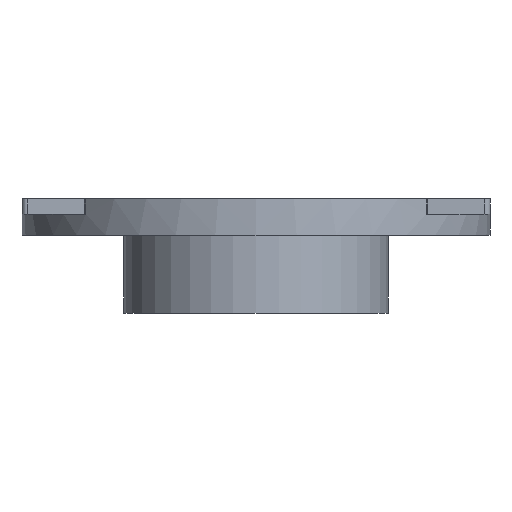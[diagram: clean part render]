
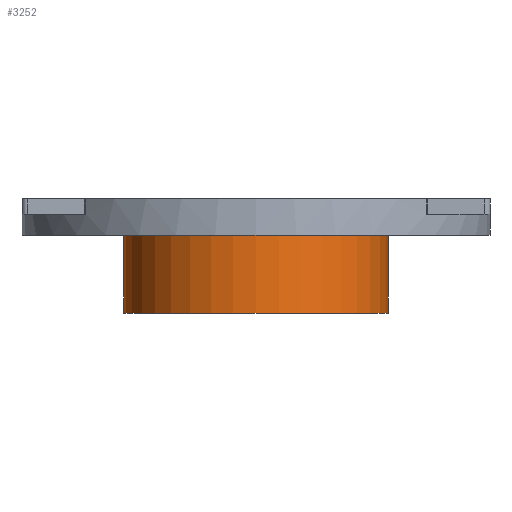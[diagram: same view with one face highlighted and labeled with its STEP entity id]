
A CAD part, left-side view. The second image highlights one B-rep face of the part: STEP entity #3252.
In plain terms, the highlighted cylindrical face has radius 12.7 mm (diameter 25.4 mm), a partial arc.
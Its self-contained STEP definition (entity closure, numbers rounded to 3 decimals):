
#274 = VERTEX_POINT('',#275);
#275 = CARTESIAN_POINT('',(0.,12.7,-15.));
#276 = VERTEX_POINT('',#277);
#277 = CARTESIAN_POINT('',(0.,-12.7,-15.));
#285 = CYLINDRICAL_SURFACE('',#286,12.7);
#286 = AXIS2_PLACEMENT_3D('',#287,#288,#289);
#287 = CARTESIAN_POINT('',(0.,0.,-15.));
#288 = DIRECTION('',(-0.,0.,-1.));
#289 = DIRECTION('',(0.,1.,0.));
#297 = PLANE('',#298);
#298 = AXIS2_PLACEMENT_3D('',#299,#300,#301);
#299 = CARTESIAN_POINT('',(0.,0.,-15.));
#300 = DIRECTION('',(0.,0.,-1.));
#301 = DIRECTION('',(0.,1.,0.));
#309 = EDGE_CURVE('',#276,#310,#312,.T.);
#310 = VERTEX_POINT('',#311);
#311 = CARTESIAN_POINT('',(0.,-12.7,-22.5));
#312 = SURFACE_CURVE('',#313,(#317,#324),.PCURVE_S1.);
#313 = LINE('',#314,#315);
#314 = CARTESIAN_POINT('',(0.,-12.7,-15.));
#315 = VECTOR('',#316,1.);
#316 = DIRECTION('',(-0.,0.,-1.));
#317 = PCURVE('',#285,#318);
#318 = DEFINITIONAL_REPRESENTATION('',(#319),#323);
#319 = LINE('',#320,#321);
#320 = CARTESIAN_POINT('',(3.142,0.));
#321 = VECTOR('',#322,1.);
#322 = DIRECTION('',(0.,1.));
#323 = ( GEOMETRIC_REPRESENTATION_CONTEXT(2) 
PARAMETRIC_REPRESENTATION_CONTEXT() REPRESENTATION_CONTEXT('2D SPACE',''
  ) );
#324 = PCURVE('',#325,#330);
#325 = CYLINDRICAL_SURFACE('',#326,12.7);
#326 = AXIS2_PLACEMENT_3D('',#327,#328,#329);
#327 = CARTESIAN_POINT('',(0.,0.,-15.));
#328 = DIRECTION('',(-0.,0.,-1.));
#329 = DIRECTION('',(0.,1.,0.));
#330 = DEFINITIONAL_REPRESENTATION('',(#331),#335);
#331 = LINE('',#332,#333);
#332 = CARTESIAN_POINT('',(3.142,0.));
#333 = VECTOR('',#334,1.);
#334 = DIRECTION('',(0.,1.));
#335 = ( GEOMETRIC_REPRESENTATION_CONTEXT(2) 
PARAMETRIC_REPRESENTATION_CONTEXT() REPRESENTATION_CONTEXT('2D SPACE',''
  ) );
#338 = VERTEX_POINT('',#339);
#339 = CARTESIAN_POINT('',(0.,12.7,-22.5));
#354 = PLANE('',#355);
#355 = AXIS2_PLACEMENT_3D('',#356,#357,#358);
#356 = CARTESIAN_POINT('',(0.,0.,-22.5));
#357 = DIRECTION('',(0.,0.,1.));
#358 = DIRECTION('',(0.,-1.,0.));
#370 = EDGE_CURVE('',#274,#338,#371,.T.);
#371 = SURFACE_CURVE('',#372,(#376,#383),.PCURVE_S1.);
#372 = LINE('',#373,#374);
#373 = CARTESIAN_POINT('',(0.,12.7,-15.));
#374 = VECTOR('',#375,1.);
#375 = DIRECTION('',(-0.,0.,-1.));
#376 = PCURVE('',#285,#377);
#377 = DEFINITIONAL_REPRESENTATION('',(#378),#382);
#378 = LINE('',#379,#380);
#379 = CARTESIAN_POINT('',(0.,0.));
#380 = VECTOR('',#381,1.);
#381 = DIRECTION('',(0.,1.));
#382 = ( GEOMETRIC_REPRESENTATION_CONTEXT(2) 
PARAMETRIC_REPRESENTATION_CONTEXT() REPRESENTATION_CONTEXT('2D SPACE',''
  ) );
#383 = PCURVE('',#325,#384);
#384 = DEFINITIONAL_REPRESENTATION('',(#385),#389);
#385 = LINE('',#386,#387);
#386 = CARTESIAN_POINT('',(6.283,0.));
#387 = VECTOR('',#388,1.);
#388 = DIRECTION('',(0.,1.));
#389 = ( GEOMETRIC_REPRESENTATION_CONTEXT(2) 
PARAMETRIC_REPRESENTATION_CONTEXT() REPRESENTATION_CONTEXT('2D SPACE',''
  ) );
#1420 = EDGE_CURVE('',#310,#338,#1421,.T.);
#1421 = SURFACE_CURVE('',#1422,(#1427,#1438),.PCURVE_S1.);
#1422 = CIRCLE('',#1423,12.7);
#1423 = AXIS2_PLACEMENT_3D('',#1424,#1425,#1426);
#1424 = CARTESIAN_POINT('',(0.,0.,-22.5));
#1425 = DIRECTION('',(0.,0.,-1.));
#1426 = DIRECTION('',(0.,1.,0.));
#1427 = PCURVE('',#354,#1428);
#1428 = DEFINITIONAL_REPRESENTATION('',(#1429),#1437);
#1429 = ( BOUNDED_CURVE() B_SPLINE_CURVE(2,(#1430,#1431,#1432,#1433,
#1434,#1435,#1436),.UNSPECIFIED.,.T.,.F.) B_SPLINE_CURVE_WITH_KNOTS((1,2
    ,2,2,2,1),(-2.094,0.,2.094,4.189,
6.283,8.378),.UNSPECIFIED.) CURVE() 
GEOMETRIC_REPRESENTATION_ITEM() RATIONAL_B_SPLINE_CURVE((1.,0.5,1.,0.5,
1.,0.5,1.)) REPRESENTATION_ITEM('') );
#1430 = CARTESIAN_POINT('',(-12.7,0.));
#1431 = CARTESIAN_POINT('',(-12.7,21.997));
#1432 = CARTESIAN_POINT('',(6.35,10.999));
#1433 = CARTESIAN_POINT('',(25.4,0.));
#1434 = CARTESIAN_POINT('',(6.35,-10.999));
#1435 = CARTESIAN_POINT('',(-12.7,-21.997));
#1436 = CARTESIAN_POINT('',(-12.7,0.));
#1437 = ( GEOMETRIC_REPRESENTATION_CONTEXT(2) 
PARAMETRIC_REPRESENTATION_CONTEXT() REPRESENTATION_CONTEXT('2D SPACE',''
  ) );
#1438 = PCURVE('',#325,#1439);
#1439 = DEFINITIONAL_REPRESENTATION('',(#1440),#1444);
#1440 = LINE('',#1441,#1442);
#1441 = CARTESIAN_POINT('',(0.,7.5));
#1442 = VECTOR('',#1443,1.);
#1443 = DIRECTION('',(1.,0.));
#1444 = ( GEOMETRIC_REPRESENTATION_CONTEXT(2) 
PARAMETRIC_REPRESENTATION_CONTEXT() REPRESENTATION_CONTEXT('2D SPACE',''
  ) );
#3227 = EDGE_CURVE('',#276,#274,#3228,.T.);
#3228 = SURFACE_CURVE('',#3229,(#3234,#3241),.PCURVE_S1.);
#3229 = CIRCLE('',#3230,12.7);
#3230 = AXIS2_PLACEMENT_3D('',#3231,#3232,#3233);
#3231 = CARTESIAN_POINT('',(0.,0.,-15.));
#3232 = DIRECTION('',(0.,0.,-1.));
#3233 = DIRECTION('',(0.,1.,0.));
#3234 = PCURVE('',#297,#3235);
#3235 = DEFINITIONAL_REPRESENTATION('',(#3236),#3240);
#3236 = CIRCLE('',#3237,12.7);
#3237 = AXIS2_PLACEMENT_2D('',#3238,#3239);
#3238 = CARTESIAN_POINT('',(0.,0.));
#3239 = DIRECTION('',(1.,0.));
#3240 = ( GEOMETRIC_REPRESENTATION_CONTEXT(2) 
PARAMETRIC_REPRESENTATION_CONTEXT() REPRESENTATION_CONTEXT('2D SPACE',''
  ) );
#3241 = PCURVE('',#325,#3242);
#3242 = DEFINITIONAL_REPRESENTATION('',(#3243),#3247);
#3243 = LINE('',#3244,#3245);
#3244 = CARTESIAN_POINT('',(0.,0.));
#3245 = VECTOR('',#3246,1.);
#3246 = DIRECTION('',(1.,0.));
#3247 = ( GEOMETRIC_REPRESENTATION_CONTEXT(2) 
PARAMETRIC_REPRESENTATION_CONTEXT() REPRESENTATION_CONTEXT('2D SPACE',''
  ) );
#3252 = ADVANCED_FACE('',(#3253),#325,.T.);
#3253 = FACE_BOUND('',#3254,.T.);
#3254 = EDGE_LOOP('',(#3255,#3256,#3257,#3258));
#3255 = ORIENTED_EDGE('',*,*,#309,.F.);
#3256 = ORIENTED_EDGE('',*,*,#3227,.T.);
#3257 = ORIENTED_EDGE('',*,*,#370,.T.);
#3258 = ORIENTED_EDGE('',*,*,#1420,.F.);
